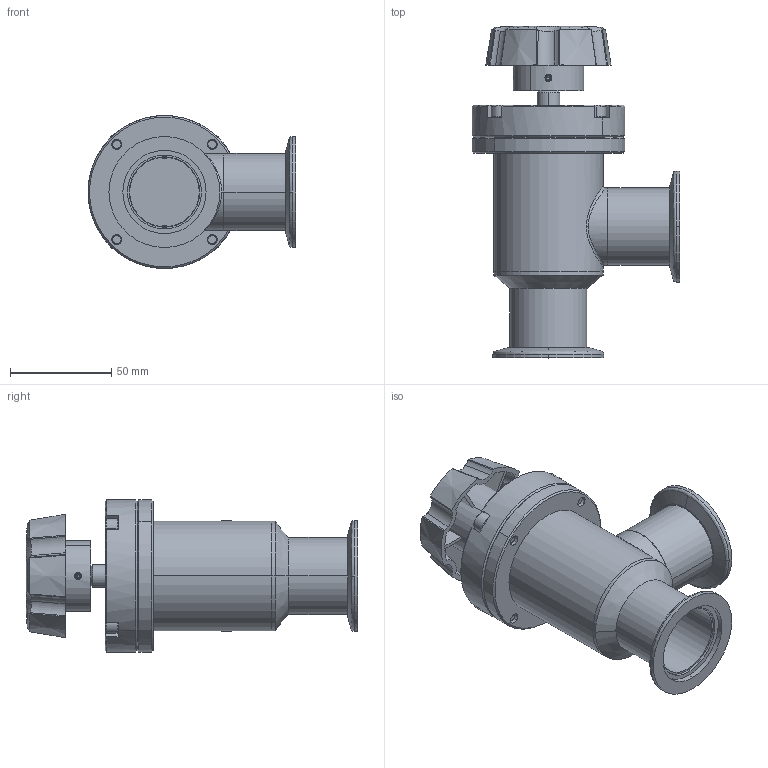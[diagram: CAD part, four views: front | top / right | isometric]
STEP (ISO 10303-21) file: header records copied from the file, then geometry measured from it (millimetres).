
FILE_DESCRIPTION (( 'STEP AP203' ), '1' );
FILE_NAME ('ESV-S04100.STEP', '2020-12-18T17:12:49', ( '' ), ( '' ), 'SwSTEP 2.0', 'SolidWorks 2020', '' );
FILE_SCHEMA (( 'CONFIG_CONTROL_DESIGN' ));
Length unit declared in the file: inch
Products named in the file (1): ESV-S04100
Bounding box: 102.79 x 164.03 x 75.56 mm (x, y, z)
Volume: 211728.8 mm3; surface area: 202892.4 mm2
Topology: 26 solids, 26 shells, 1178 faces, 2875 edges, 1813 vertices
Faces by surface type: cylinder 486, cone 352, plane 229, bspline 87, torus 24
Entity records: 67017 total; most frequent: CARTESIAN_POINT 41438, ORIENTED_EDGE 5730, DIRECTION 4913, EDGE_CURVE 2865, AXIS2_PLACEMENT_3D 1972, VERTEX_POINT 1813, EDGE_LOOP 1306, ADVANCED_FACE 1178
